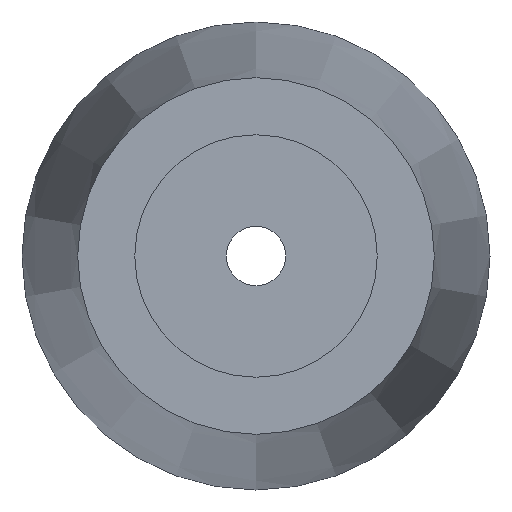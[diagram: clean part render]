
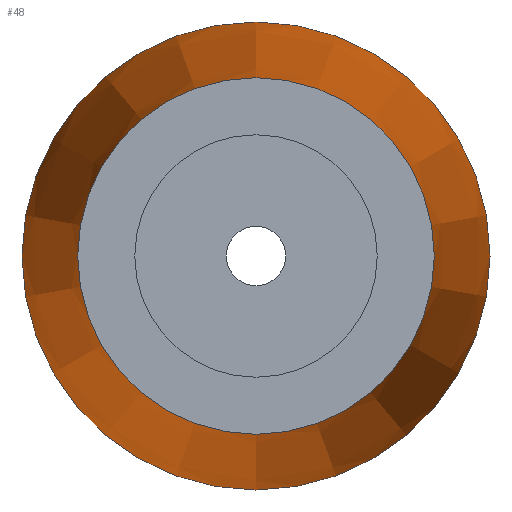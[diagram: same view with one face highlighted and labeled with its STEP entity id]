
A CAD part, left-side view. The second image highlights one B-rep face of the part: STEP entity #48.
In plain terms, the highlighted conical face has half-angle 3.5 degrees and reference radius 12.502 mm.
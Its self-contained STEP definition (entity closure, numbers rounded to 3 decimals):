
#48=ADVANCED_FACE('',(#56,#57),#55,.T.);
#55=CONICAL_SURFACE('',#122,12.502,3.5);
#56=FACE_BOUND('',#70,.T.);
#57=FACE_BOUND('',#71,.T.);
#70=EDGE_LOOP('',(#84));
#71=EDGE_LOOP('',(#85));
#84=ORIENTED_EDGE('',*,*,#105,.F.);
#85=ORIENTED_EDGE('',*,*,#106,.T.);
#98=VERTEX_POINT('',#166);
#99=VERTEX_POINT('',#168);
#105=EDGE_CURVE('',#98,#98,#112,.T.);
#106=EDGE_CURVE('',#99,#99,#113,.T.);
#112=CIRCLE('',#120,9.525);
#113=CIRCLE('',#121,12.502);
#120=AXIS2_PLACEMENT_3D('',#165,#136,#137);
#121=AXIS2_PLACEMENT_3D('',#167,#138,#139);
#122=AXIS2_PLACEMENT_3D('',#169,#140,#141);
#136=DIRECTION('',(-1.,0.,0.));
#137=DIRECTION('',(0.,0.,1.));
#138=DIRECTION('',(-1.,0.,0.));
#139=DIRECTION('',(0.,0.,1.));
#140=DIRECTION('',(1.,0.,0.));
#141=DIRECTION('',(0.,0.,-1.));
#165=CARTESIAN_POINT('',(1323.,0.,0.));
#166=CARTESIAN_POINT('',(1323.,0.,9.525));
#167=CARTESIAN_POINT('',(1371.678,0.,0.));
#168=CARTESIAN_POINT('',(1371.678,0.,12.502));
#169=CARTESIAN_POINT('',(1371.678,0.,0.));
